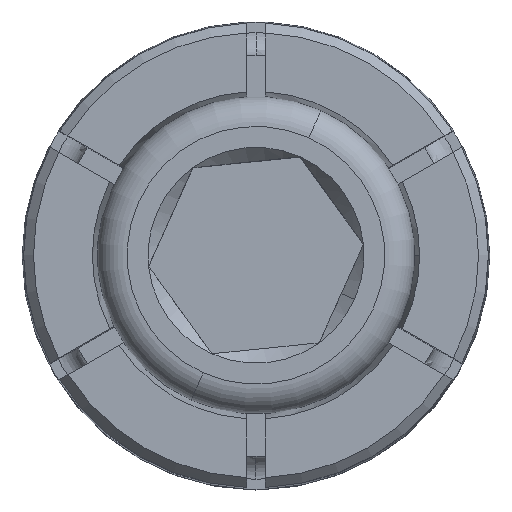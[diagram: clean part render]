
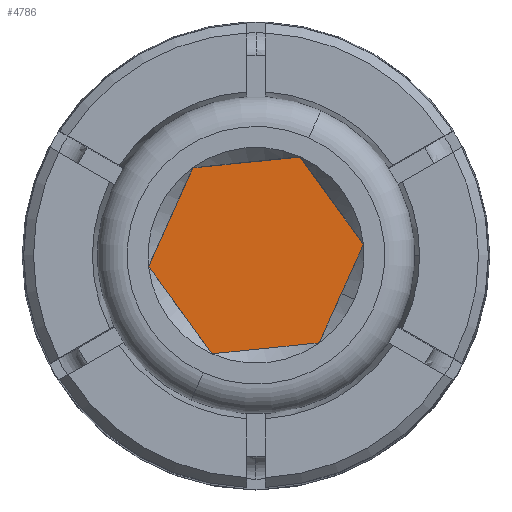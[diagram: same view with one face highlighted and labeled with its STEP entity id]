
A CAD part, top view. The second image highlights one B-rep face of the part: STEP entity #4786.
In plain terms, the highlighted face is planar.
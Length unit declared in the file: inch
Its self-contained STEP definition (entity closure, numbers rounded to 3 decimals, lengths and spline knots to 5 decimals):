
#16 = CARTESIAN_POINT ( 'NONE',  ( 0.125, -0.07217, -1. ) ) ;
#39 = VECTOR ( 'NONE', #7104, 39.37008 ) ;
#201 = ORIENTED_EDGE ( 'NONE', *, *, #5294, .T. ) ;
#237 = EDGE_LOOP ( 'NONE', ( #7491, #276, #5891, #201, #5340, #7499 ) ) ;
#273 = DIRECTION ( 'NONE',  ( -1., 0., 0. ) ) ;
#276 = ORIENTED_EDGE ( 'NONE', *, *, #2443, .T. ) ;
#621 = EDGE_CURVE ( 'NONE', #6042, #6098, #5209, .T. ) ;
#629 = LINE ( 'NONE', #3356, #6362 ) ;
#797 = CARTESIAN_POINT ( 'NONE',  ( 0.125, 0.21651, -1. ) ) ;
#830 = VERTEX_POINT ( 'NONE', #4586 ) ;
#1090 = FACE_OUTER_BOUND ( 'NONE', #237, .T. ) ;
#1279 = DIRECTION ( 'NONE',  ( 0.866, -0.5, 0. ) ) ;
#1339 = DIRECTION ( 'NONE',  ( -0.866, -0.5, 0. ) ) ;
#1355 = VECTOR ( 'NONE', #3016, 39.37008 ) ;
#2302 = LINE ( 'NONE', #4908, #5280 ) ;
#2443 = EDGE_CURVE ( 'NONE', #6098, #4083, #5662, .T. ) ;
#2588 = DIRECTION ( 'NONE',  ( 0., 0., -1. ) ) ;
#2701 = EDGE_CURVE ( 'NONE', #830, #7031, #3160, .T. ) ;
#3016 = DIRECTION ( 'NONE',  ( 0., -1., 0. ) ) ;
#3160 = LINE ( 'NONE', #6509, #39 ) ;
#3356 = CARTESIAN_POINT ( 'NONE',  ( -0.125, -0.07217, -1. ) ) ;
#3661 = CARTESIAN_POINT ( 'NONE',  ( -0.125, 0.07217, -1. ) ) ;
#3682 = DIRECTION ( 'NONE',  ( 0.866, 0.5, 0. ) ) ;
#3778 = EDGE_CURVE ( 'NONE', #7031, #6042, #629, .T. ) ;
#4083 = VERTEX_POINT ( 'NONE', #6302 ) ;
#4183 = CARTESIAN_POINT ( 'NONE',  ( -0.125, -0.07217, -1. ) ) ;
#4281 = VECTOR ( 'NONE', #1279, 39.37008 ) ;
#4320 = EDGE_CURVE ( 'NONE', #4083, #7003, #5913, .T. ) ;
#4393 = CARTESIAN_POINT ( 'NONE',  ( -0.125, 0.07217, -1. ) ) ;
#4586 = CARTESIAN_POINT ( 'NONE',  ( 0., -0.14434, -1. ) ) ;
#4786 = ADVANCED_FACE ( 'NONE', ( #1090 ), #7366, .T. ) ;
#4852 = CARTESIAN_POINT ( 'NONE',  ( 0., 0.14434, -1. ) ) ;
#4908 = CARTESIAN_POINT ( 'NONE',  ( 0.125, -0.07217, -1. ) ) ;
#5036 = VECTOR ( 'NONE', #3682, 39.37008 ) ;
#5209 = LINE ( 'NONE', #3661, #5036 ) ;
#5280 = VECTOR ( 'NONE', #1339, 39.37008 ) ;
#5294 = EDGE_CURVE ( 'NONE', #7003, #830, #2302, .T. ) ;
#5340 = ORIENTED_EDGE ( 'NONE', *, *, #2701, .T. ) ;
#5662 = LINE ( 'NONE', #4852, #4281 ) ;
#5867 = AXIS2_PLACEMENT_3D ( 'NONE', #797, #2588, #273 ) ;
#5891 = ORIENTED_EDGE ( 'NONE', *, *, #4320, .T. ) ;
#5913 = LINE ( 'NONE', #7173, #1355 ) ;
#6042 = VERTEX_POINT ( 'NONE', #4393 ) ;
#6098 = VERTEX_POINT ( 'NONE', #6256 ) ;
#6256 = CARTESIAN_POINT ( 'NONE',  ( 0., 0.14434, -1. ) ) ;
#6302 = CARTESIAN_POINT ( 'NONE',  ( 0.125, 0.07217, -1. ) ) ;
#6362 = VECTOR ( 'NONE', #6906, 39.37008 ) ;
#6509 = CARTESIAN_POINT ( 'NONE',  ( 0., -0.14434, -1. ) ) ;
#6906 = DIRECTION ( 'NONE',  ( 0., 1., 0. ) ) ;
#7003 = VERTEX_POINT ( 'NONE', #16 ) ;
#7031 = VERTEX_POINT ( 'NONE', #4183 ) ;
#7104 = DIRECTION ( 'NONE',  ( -0.866, 0.5, 0. ) ) ;
#7173 = CARTESIAN_POINT ( 'NONE',  ( 0.125, 0.07217, -1. ) ) ;
#7366 = PLANE ( 'NONE',  #5867 ) ;
#7491 = ORIENTED_EDGE ( 'NONE', *, *, #621, .T. ) ;
#7499 = ORIENTED_EDGE ( 'NONE', *, *, #3778, .T. ) ;
